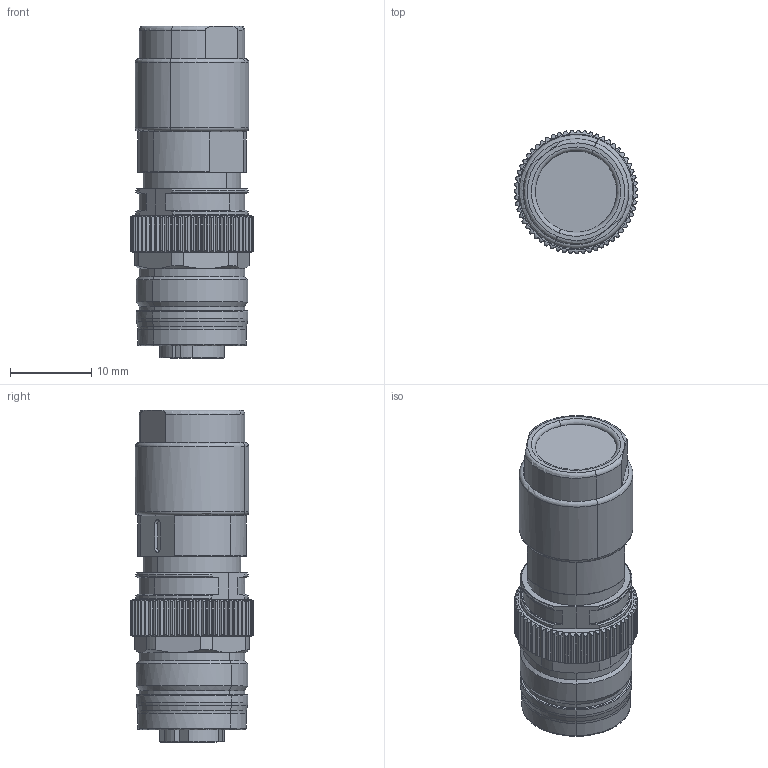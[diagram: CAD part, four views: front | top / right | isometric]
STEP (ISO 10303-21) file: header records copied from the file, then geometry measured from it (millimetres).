
FILE_DESCRIPTION(('CATIA V5 STEP Exchange','CAx-IF Rec.Pracs.--- Model Styling and Organization---1.4--- 2014-01-23'),'2;1');
FILE_NAME ('1125799-2_1', '2019-08-28T07:58:22+00:00', ('none'), ('Weidmueller'), 'CATIA Version 5-6 Release 2016 SP3 HF44', 'CATIA V5 STEP AP214', 'none');
FILE_SCHEMA(('AUTOMOTIVE_DESIGN { 1 0 10303 214 1 1 1 1 }'));
Length unit declared in the file: millimetre
Products named in the file (1): 2672420000
Bounding box: 15.2 x 15.2 x 40.85 mm (x, y, z)
Volume: 5270.6 mm3; surface area: 2908 mm2
Topology: 1 solids, 2 shells, 549 faces, 1476 edges, 956 vertices
Faces by surface type: plane 217, cylinder 198, cone 60, torus 43, bspline 31
Entity records: 18560 total; most frequent: CARTESIAN_POINT 5888, ORIENTED_EDGE 2952, DIRECTION 2027, EDGE_CURVE 1476, AXIS2_PLACEMENT_3D 977, VERTEX_POINT 956, EDGE_LOOP 574, ADVANCED_FACE 549
